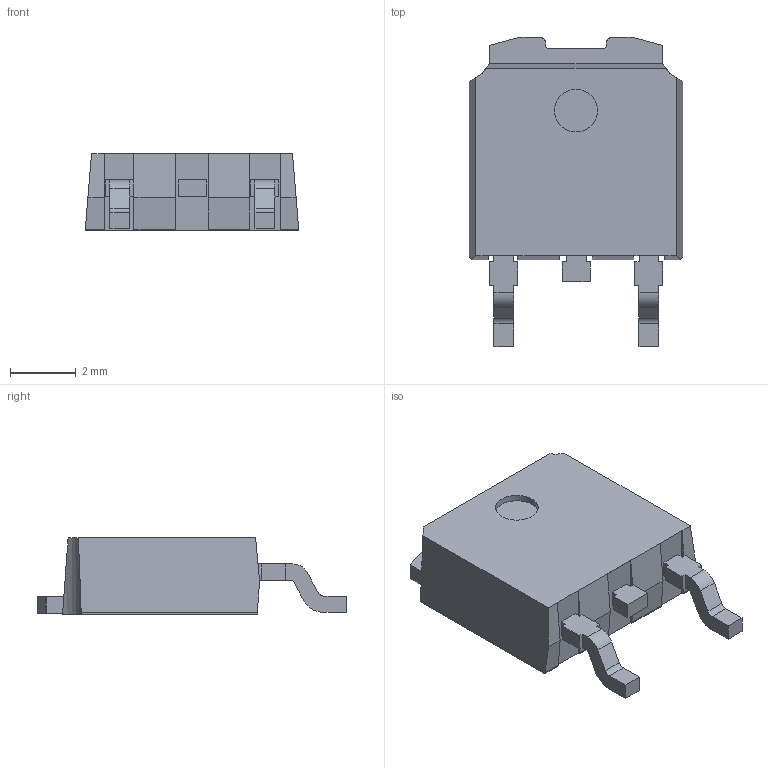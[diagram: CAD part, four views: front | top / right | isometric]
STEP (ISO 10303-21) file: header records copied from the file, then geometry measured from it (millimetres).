
FILE_DESCRIPTION(/* description */ ('Unknown'),/* implementation_level */ '2;1');
FILE_NAME(/* name */ 'LD29150DT33R',/* time_stamp */ '2023-02-17T12:52:19+02:00',/* author */ ('Unknown'),/* organization */ ('Unknown'),/* preprocessor_version */ 'ST-DEVELOPER v18.102',/* originating_system */ 'Solid Edge',/* authorisation */ 'Unknown');
FILE_SCHEMA (('AUTOMOTIVE_DESIGN {1 0 10303 214 3 1 1}'));
Length unit declared in the file: millimetre
Products named in the file (1): LD29150DT33R
Bounding box: 6.5 x 9.41 x 2.33 mm (x, y, z)
Volume: 88.5 mm3; surface area: 156 mm2
Topology: 1 solids, 1 shells, 117 faces, 320 edges, 210 vertices
Faces by surface type: plane 98, cylinder 19
Full cylindrical faces by diameter (mm): 1.3 x1
Entity records: 4502 total; most frequent: CARTESIAN_POINT 659, ORIENTED_EDGE 638, DIRECTION 597, EDGE_CURVE 319, LINE 269, VECTOR 269, VERTEX_POINT 210, AXIS2_PLACEMENT_3D 164
